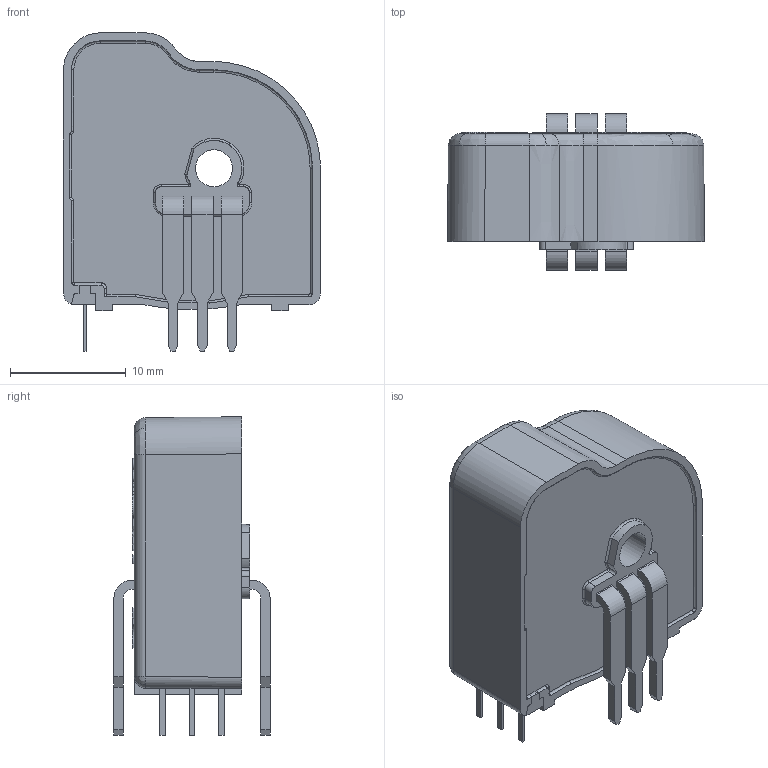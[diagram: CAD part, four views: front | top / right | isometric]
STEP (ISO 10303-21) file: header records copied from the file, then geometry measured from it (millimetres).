
FILE_DESCRIPTION(('FreeCAD Model'),'2;1');
FILE_NAME('User Library-LTS6_NP_spire_1_sp.step', '2017-08-02T16:04:59',('kicad StepUp'),('ksu MCAD'), 'Open CASCADE STEP processor 6.8','FreeCAD','Unknown');
FILE_SCHEMA(('AUTOMOTIVE_DESIGN_CC2 { 1 2 10303 214 -1 1 5 4 }'));
Length unit declared in the file: millimetre
Products named in the file (2): ASSEMBLY; User_Library-LTS6_NP_spire_1_sp
Assembly tree (1 placements, depth 2):
  ASSEMBLY
    User_Library-LTS6_NP_spire_1_sp
Bounding box: 22.2 x 13.5 x 27.5 mm (x, y, z)
Volume: 148.1 mm3; surface area: 4304.1 mm2
Topology: 7 solids, 9 shells, 1073 faces, 2959 edges, 1939 vertices
Faces by surface type: plane 822, bspline 121, cylinder 105, cone 21, revolution 4
Entity records: 48975 total; most frequent: CARTESIAN_POINT 15104, ORIENTED_EDGE 5906, DIRECTION 4769, EDGE_CURVE 2955, LINE 2423, VECTOR 2423, VERTEX_POINT 1939, AXIS2_PLACEMENT_3D 1171
